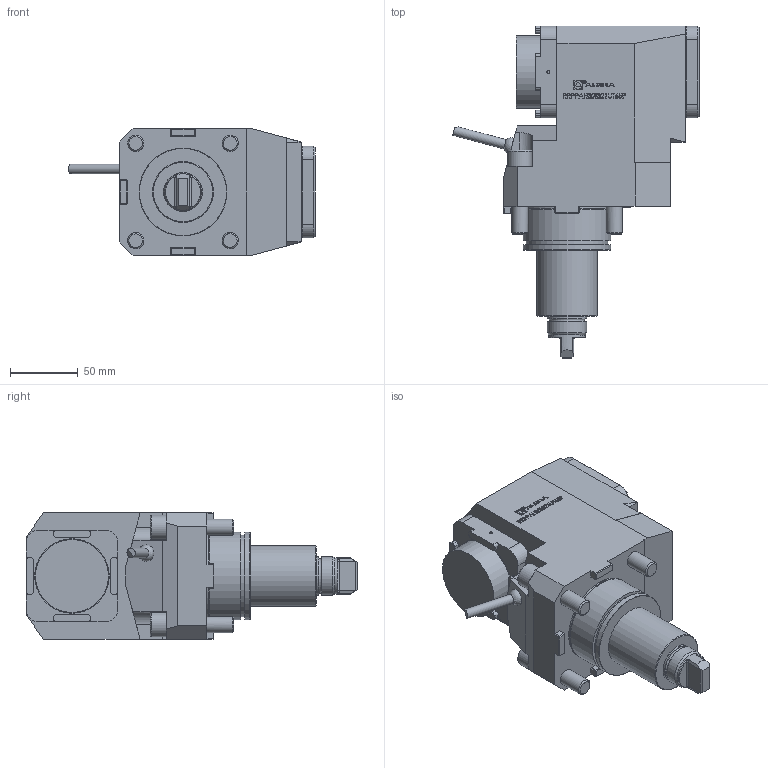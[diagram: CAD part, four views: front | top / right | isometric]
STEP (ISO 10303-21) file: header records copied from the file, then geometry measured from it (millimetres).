
FILE_DESCRIPTION (( 'STEP AP214' ), '1' );
FILE_NAME ('RRPPAH32I321UT65P.STEP', '2025-10-21T06:16:40', ( '' ), ( '' ), 'SwSTEP 2.0', 'SolidWorks 2023', '' );
FILE_SCHEMA (( 'AUTOMOTIVE_DESIGN' ));
Length unit declared in the file: millimetre
Products named in the file (1): RRPPAH32I321UT65P
Bounding box: 182.66 x 245.8 x 94 mm (x, y, z)
Volume: 1620789.8 mm3; surface area: 106343.5 mm2
Topology: 1 solids, 3 shells, 606 faces, 1573 edges, 1033 vertices
Faces by surface type: plane 400, bspline 101, cylinder 80, cone 19, torus 5, sphere 1
Full cylindrical faces by diameter (mm): 1.7 x1, 2.1 x1, 6.366 x1, 7 x1, 12 x4, 18 x2, 27 x1, 29 x2, 45 x1, 54 x1, 60.2 x1, 64.6 x1, 65 x2
Entity records: 28142 total; most frequent: CARTESIAN_POINT 10279, ORIENTED_EDGE 3054, DIRECTION 2498, EDGE_CURVE 1527, VECTOR 1138, LINE 1138, VERTEX_POINT 1021, EDGE_LOOP 700
